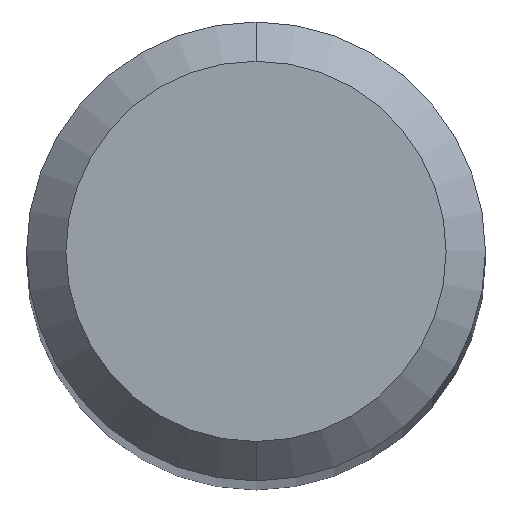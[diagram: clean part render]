
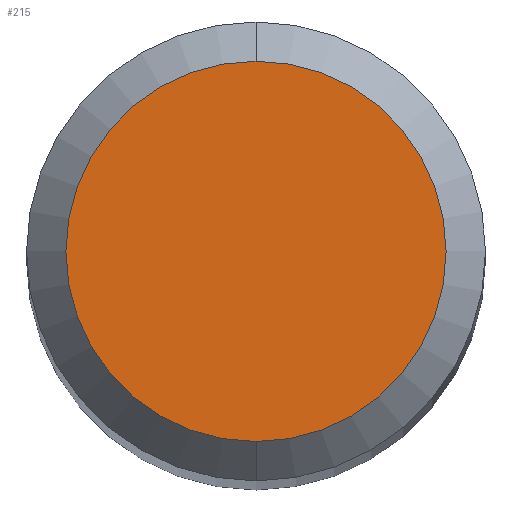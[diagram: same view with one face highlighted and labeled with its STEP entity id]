
A CAD part, top view. The second image highlights one B-rep face of the part: STEP entity #215.
In plain terms, the highlighted planar face has unit normal (0, 0, 1).
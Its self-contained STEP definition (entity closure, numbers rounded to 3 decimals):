
#147=EDGE_CURVE('',#233,#273,#362,.T.);
#215=ADVANCED_FACE('',(#436),#437,.T.);
#233=VERTEX_POINT('',#458);
#273=VERTEX_POINT('',#506);
#313=EDGE_CURVE('',#273,#233,#552,.T.);
#362=CIRCLE('',#598,1.45);
#436=FACE_OUTER_BOUND('',#698,.T.);
#437=PLANE('',#699);
#458=CARTESIAN_POINT('',(0.,-1.45,0.0));
#506=CARTESIAN_POINT('',(0.0,1.45,0.0));
#552=CIRCLE('',#846,1.45);
#598=AXIS2_PLACEMENT_3D('',#870,#871,#872);
#698=EDGE_LOOP('',(#958,#959));
#699=AXIS2_PLACEMENT_3D('',#960,#961,#962);
#846=AXIS2_PLACEMENT_3D('',#1134,#1135,#1136);
#870=CARTESIAN_POINT('',(0.0,0.0,0.0));
#871=DIRECTION('',(0.0,0.0,-1.0));
#872=DIRECTION('',(0.0,1.0,0.0));
#958=ORIENTED_EDGE('',*,*,#313,.F.);
#959=ORIENTED_EDGE('',*,*,#147,.F.);
#960=CARTESIAN_POINT('',(0.0,0.725,0.0));
#961=DIRECTION('',(-0.0,0.0,1.0));
#962=DIRECTION('',(0.0,-1.0,0.0));
#1134=CARTESIAN_POINT('',(0.0,0.0,0.0));
#1135=DIRECTION('',(0.0,0.0,-1.0));
#1136=DIRECTION('',(0.0,1.0,0.0));
